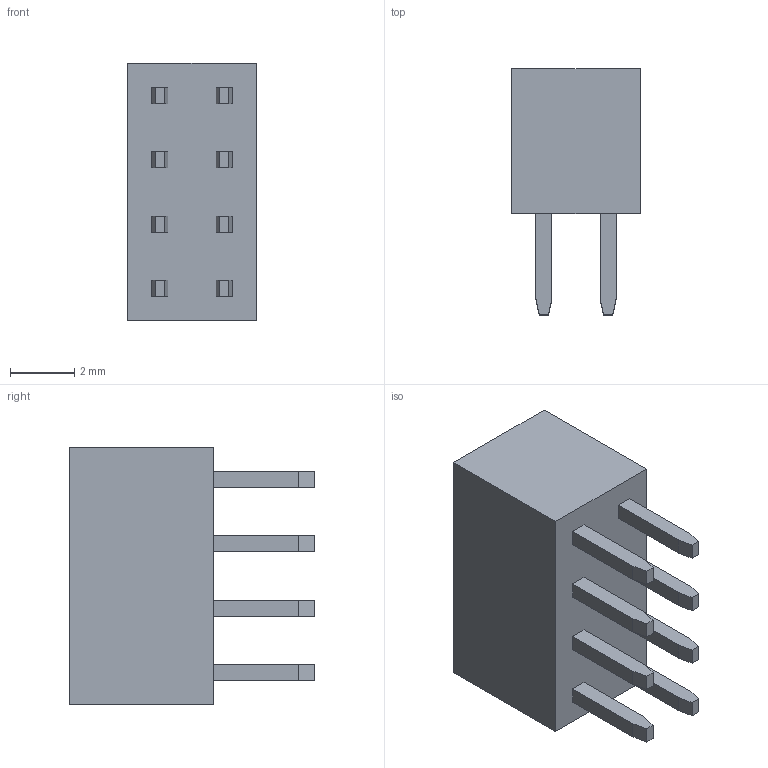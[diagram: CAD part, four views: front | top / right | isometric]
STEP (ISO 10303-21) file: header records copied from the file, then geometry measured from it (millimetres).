
FILE_DESCRIPTION (( 'STEP AP214' ), '1' );
FILE_NAME ('AB2E10ED-8988-4D0E-8963-7B984CA93C77.STEP', '2023-01-02T13:22:59', ( '' ), ( '' ), 'SwSTEP 2.0', 'SolidWorks 2022', '' );
FILE_SCHEMA (( 'AUTOMOTIVE_DESIGN' ));
Length unit declared in the file: millimetre
Products named in the file (1): AB2E10ED-8988-4D0E-8963-7B984CA93C77
Bounding box: 4 x 7.65 x 8 mm (x, y, z)
Volume: 131.1 mm3; surface area: 311.7 mm2
Topology: 1 solids, 1 shells, 134 faces, 316 edges, 200 vertices
Faces by surface type: plane 134
Entity records: 5232 total; most frequent: CARTESIAN_POINT 651, ORIENTED_EDGE 632, DIRECTION 586, LINE 316, EDGE_CURVE 316, VECTOR 316, VERTEX_POINT 200, EDGE_LOOP 150
